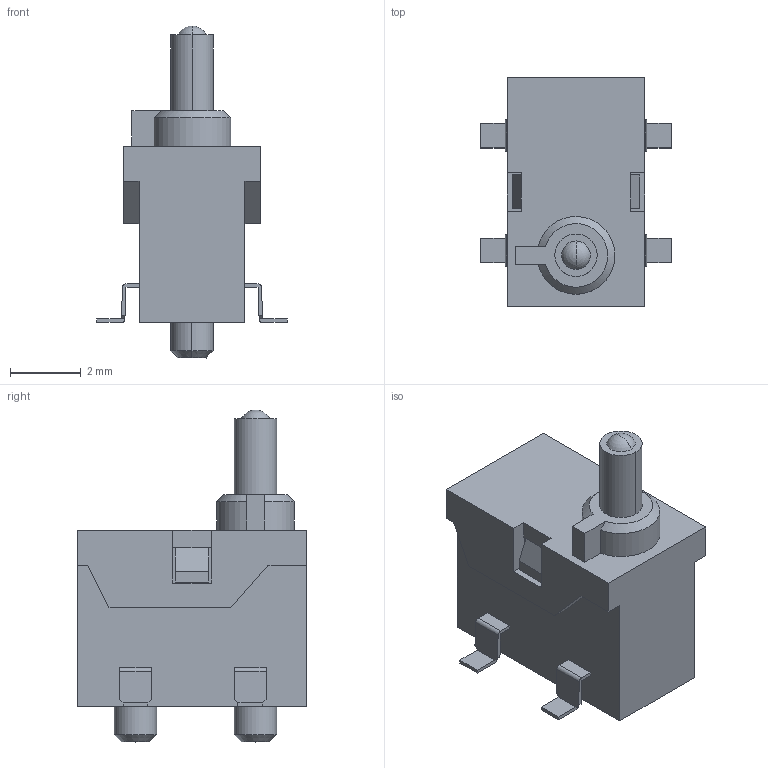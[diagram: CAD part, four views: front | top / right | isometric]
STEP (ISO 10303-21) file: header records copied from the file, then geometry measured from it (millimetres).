
FILE_DESCRIPTION((''),'2;1');
FILE_NAME('C-2331400-1','2018-05-07T',('workeradm'),('TE Connectivity Ltd.'),'CREO PARAMETRIC BY PTC INC, 2016050','CREO PARAMETRIC BY PTC INC, 2016050','');
FILE_SCHEMA(('AUTOMOTIVE_DESIGN { 1 0 10303 214 1 1 1 1 }'));
Length unit declared in the file: millimetre
Products named in the file (1): C-2331400-1
Bounding box: 5.4 x 6.5 x 9.4 mm (x, y, z)
Volume: 116.2 mm3; surface area: 190.8 mm2
Topology: 1 solids, 1 shells, 121 faces, 317 edges, 205 vertices
Faces by surface type: plane 99, cylinder 15, cone 5, sphere 2
Entity records: 3694 total; most frequent: CARTESIAN_POINT 649, ORIENTED_EDGE 630, DIRECTION 594, EDGE_CURVE 315, VECTOR 274, LINE 274, VERTEX_POINT 205, AXIS2_PLACEMENT_3D 160
